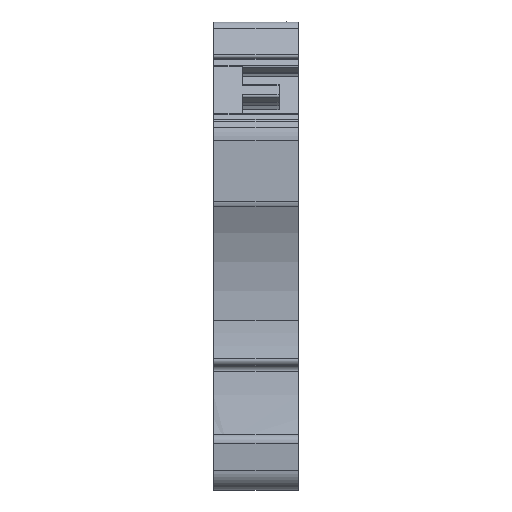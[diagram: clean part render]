
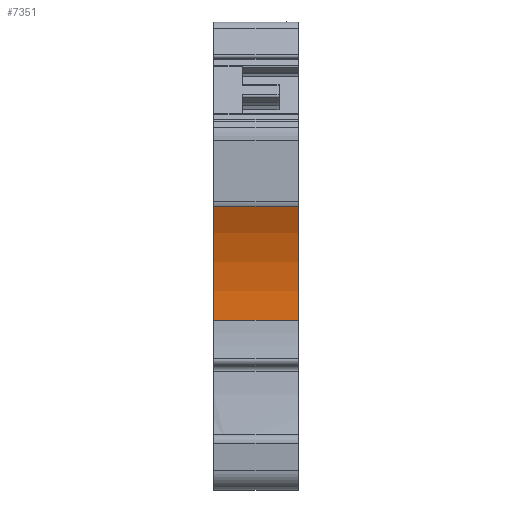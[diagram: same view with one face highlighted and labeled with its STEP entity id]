
A CAD part, front view. The second image highlights one B-rep face of the part: STEP entity #7351.
In plain terms, the highlighted cylindrical face has radius 20 mm (diameter 40 mm), a partial arc.
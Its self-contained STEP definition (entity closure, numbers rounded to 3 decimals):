
#1276=AXIS2_PLACEMENT_3D('Circle Axis2P3D',#1274,#1275,$) ;
#7331=AXIS2_PLACEMENT_3D('Cylinder Axis2P3D',#7328,#7329,#7330) ;
#7342=AXIS2_PLACEMENT_3D('Circle Axis2P3D',#7340,#7341,$) ;
#1271=CARTESIAN_POINT('Vertex',(8.1,0.114,27.09)) ;
#1274=CARTESIAN_POINT('Axis2P3D Location',(8.1,-17.615,17.832)) ;
#1278=CARTESIAN_POINT('Vertex',(8.1,2.319,16.2)) ;
#7309=CARTESIAN_POINT('Line Origine',(4.05,0.114,27.09)) ;
#7313=CARTESIAN_POINT('Vertex',(0.,0.114,27.09)) ;
#7328=CARTESIAN_POINT('Axis2P3D Location',(4.05,-17.615,17.832)) ;
#7333=CARTESIAN_POINT('Line Origine',(4.05,2.319,16.2)) ;
#7337=CARTESIAN_POINT('Vertex',(0.,2.319,16.2)) ;
#7340=CARTESIAN_POINT('Axis2P3D Location',(0.,-17.615,17.832)) ;
#1275=DIRECTION('Axis2P3D Direction',(-1.,0.,0.)) ;
#7310=DIRECTION('Vector Direction',(-1.,0.,0.)) ;
#7329=DIRECTION('Axis2P3D Direction',(-1.,0.,0.)) ;
#7330=DIRECTION('Axis2P3D XDirection',(0.,0.886,0.463)) ;
#7334=DIRECTION('Vector Direction',(-1.,0.,0.)) ;
#7341=DIRECTION('Axis2P3D Direction',(-1.,0.,0.)) ;
#7311=VECTOR('Line Direction',#7310,1.) ;
#7335=VECTOR('Line Direction',#7334,1.) ;
#7346=ORIENTED_EDGE('',*,*,#7339,.F.) ;
#7347=ORIENTED_EDGE('',*,*,#1280,.T.) ;
#7348=ORIENTED_EDGE('',*,*,#7315,.T.) ;
#7349=ORIENTED_EDGE('',*,*,#7344,.F.) ;
#7351=ADVANCED_FACE('KLTR ZPE6.1\\Hauptk\X2\00F6\X0\rper',(#7350),#7332,.F.) ;
#1277=CIRCLE('generated circle',#1276,20.) ;
#7343=CIRCLE('generated circle',#7342,20.) ;
#7332=CYLINDRICAL_SURFACE('generated cylinder',#7331,20.) ;
#1280=EDGE_CURVE('',#1279,#1272,#1277,.F.) ;
#7315=EDGE_CURVE('',#1272,#7314,#7312,.T.) ;
#7339=EDGE_CURVE('',#1279,#7338,#7336,.T.) ;
#7344=EDGE_CURVE('',#7338,#7314,#7343,.F.) ;
#7345=EDGE_LOOP('',(#7346,#7347,#7348,#7349)) ;
#7350=FACE_OUTER_BOUND('',#7345,.T.) ;
#7312=LINE('Line',#7309,#7311) ;
#7336=LINE('Line',#7333,#7335) ;
#1272=VERTEX_POINT('',#1271) ;
#1279=VERTEX_POINT('',#1278) ;
#7314=VERTEX_POINT('',#7313) ;
#7338=VERTEX_POINT('',#7337) ;
